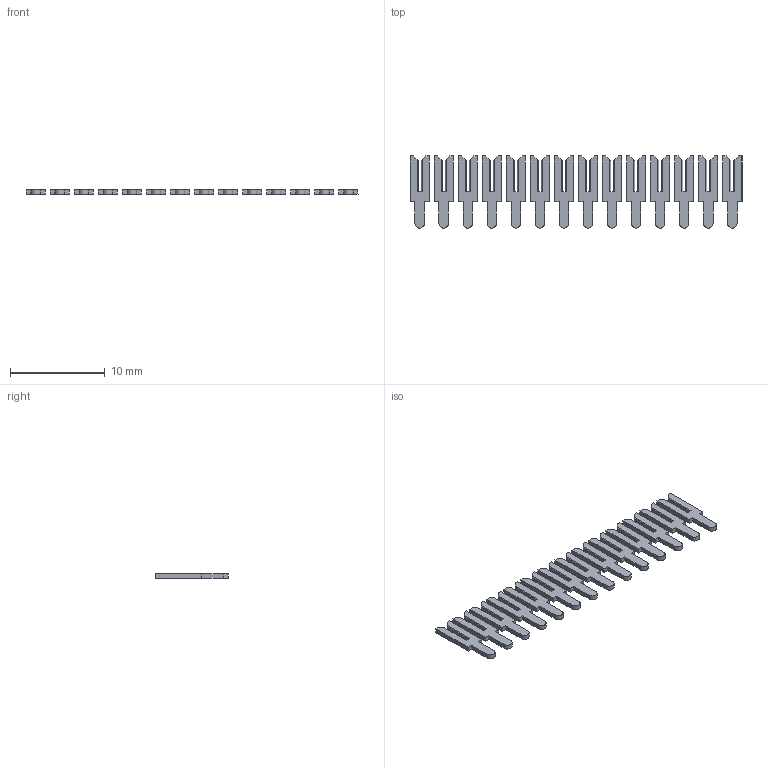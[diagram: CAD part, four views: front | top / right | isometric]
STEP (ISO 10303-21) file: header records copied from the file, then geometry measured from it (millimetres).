
FILE_DESCRIPTION (( 'STEP AP203' ), '1' );
FILE_NAME ('103-014-253-100.STEP', '2020-04-16T15:40:04', ( '' ), ( '' ), 'SwSTEP 2.0', 'SolidWorks 2016', '' );
FILE_SCHEMA (( 'CONFIG_CONTROL_DESIGN' ));
Length unit declared in the file: inch
Products named in the file (2): 103-014-253-100; 100-290-001_100-290-253
Assembly tree (14 placements, depth 2):
  103-014-253-100
    100-290-001_100-290-253  x14
Bounding box: 35.05 x 7.62 x 0.51 mm (x, y, z)
Volume: 77.2 mm3; surface area: 481.7 mm2
Topology: 14 solids, 14 shells, 280 faces, 756 edges, 504 vertices
Faces by surface type: plane 266, cylinder 14
Entity records: 1236 total; most frequent: DIRECTION 130, CARTESIAN_POINT 127, ORIENTED_EDGE 108, EDGE_CURVE 54, VECTOR 52, LINE 52, AXIS2_PLACEMENT_3D 39, DATE_AND_TIME 38
